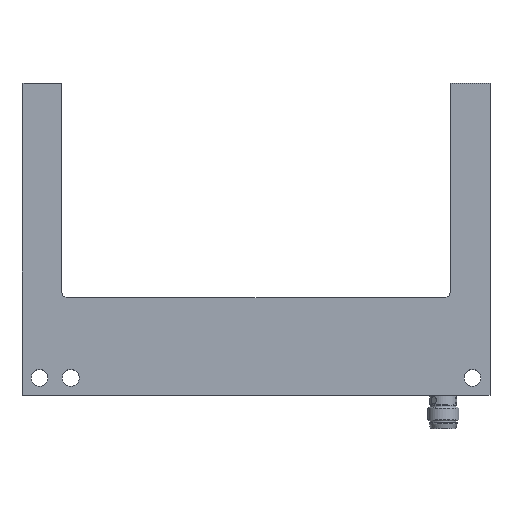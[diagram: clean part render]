
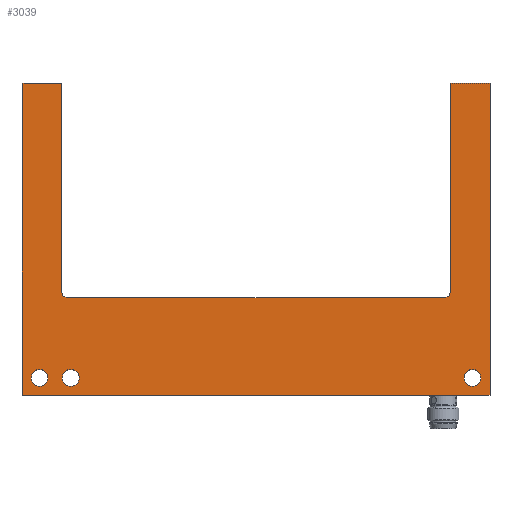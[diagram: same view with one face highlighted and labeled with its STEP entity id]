
A CAD part, top view. The second image highlights one B-rep face of the part: STEP entity #3039.
In plain terms, the highlighted planar face has unit normal (0, 0, 1).
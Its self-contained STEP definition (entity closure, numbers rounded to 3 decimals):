
#324=FACE_BOUND('',#884,.T.);
#325=FACE_BOUND('',#885,.T.);
#326=FACE_BOUND('',#886,.T.);
#454=CIRCLE('',#3326,2.15);
#455=CIRCLE('',#3328,2.15);
#456=CIRCLE('',#3330,2.15);
#466=CIRCLE('',#3355,2.);
#467=CIRCLE('',#3356,2.);
#636=FACE_OUTER_BOUND('',#883,.T.);
#883=EDGE_LOOP('',(#2534,#2535,#2536,#2537,#2538,#2539,#2540,#2541,#2542,
#2543));
#884=EDGE_LOOP('',(#2544));
#885=EDGE_LOOP('',(#2545));
#886=EDGE_LOOP('',(#2546));
#1091=LINE('',#4991,#1277);
#1098=LINE('',#5011,#1284);
#1104=LINE('',#5025,#1290);
#1105=LINE('',#5027,#1291);
#1122=LINE('',#5080,#1308);
#1124=LINE('',#5093,#1310);
#1132=LINE('',#5159,#1318);
#1133=LINE('',#5163,#1319);
#1277=VECTOR('',#3938,120.);
#1284=VECTOR('',#3953,80.);
#1290=VECTOR('',#3963,10.);
#1291=VECTOR('',#3966,80.);
#1308=VECTOR('',#4007,53.);
#1310=VECTOR('',#4023,10.);
#1318=VECTOR('',#4077,53.);
#1319=VECTOR('',#4080,96.);
#1513=VERTEX_POINT('',#4989);
#1514=VERTEX_POINT('',#4990);
#1523=VERTEX_POINT('',#5010);
#1526=VERTEX_POINT('',#5018);
#1529=VERTEX_POINT('',#5023);
#1553=VERTEX_POINT('',#5078);
#1554=VERTEX_POINT('',#5082);
#1555=VERTEX_POINT('',#5085);
#1556=VERTEX_POINT('',#5088);
#1557=VERTEX_POINT('',#5091);
#1572=VERTEX_POINT('',#5158);
#1573=VERTEX_POINT('',#5160);
#1574=VERTEX_POINT('',#5162);
#1848=EDGE_CURVE('',#1513,#1514,#1091,.T.);
#1858=EDGE_CURVE('',#1523,#1513,#1098,.T.);
#1865=EDGE_CURVE('',#1529,#1526,#1104,.T.);
#1866=EDGE_CURVE('',#1514,#1529,#1105,.T.);
#1893=EDGE_CURVE('',#1553,#1526,#1122,.T.);
#1894=EDGE_CURVE('',#1554,#1554,#454,.T.);
#1895=EDGE_CURVE('',#1555,#1555,#455,.T.);
#1896=EDGE_CURVE('',#1556,#1556,#456,.T.);
#1898=EDGE_CURVE('',#1557,#1523,#1124,.T.);
#1917=EDGE_CURVE('',#1557,#1572,#1132,.T.);
#1918=EDGE_CURVE('',#1573,#1572,#466,.T.);
#1919=EDGE_CURVE('',#1573,#1574,#1133,.T.);
#1920=EDGE_CURVE('',#1553,#1574,#467,.T.);
#2534=ORIENTED_EDGE('',*,*,#1893,.T.);
#2535=ORIENTED_EDGE('',*,*,#1865,.F.);
#2536=ORIENTED_EDGE('',*,*,#1866,.F.);
#2537=ORIENTED_EDGE('',*,*,#1848,.F.);
#2538=ORIENTED_EDGE('',*,*,#1858,.F.);
#2539=ORIENTED_EDGE('',*,*,#1898,.F.);
#2540=ORIENTED_EDGE('',*,*,#1917,.T.);
#2541=ORIENTED_EDGE('',*,*,#1918,.F.);
#2542=ORIENTED_EDGE('',*,*,#1919,.T.);
#2543=ORIENTED_EDGE('',*,*,#1920,.F.);
#2544=ORIENTED_EDGE('',*,*,#1896,.T.);
#2545=ORIENTED_EDGE('',*,*,#1895,.T.);
#2546=ORIENTED_EDGE('',*,*,#1894,.T.);
#2886=PLANE('',#3354);
#3039=ADVANCED_FACE('',(#636,#324,#325,#326),#2886,.T.);
#3326=AXIS2_PLACEMENT_3D('',#5083,#4010,#4011);
#3328=AXIS2_PLACEMENT_3D('',#5086,#4014,#4015);
#3330=AXIS2_PLACEMENT_3D('',#5089,#4018,#4019);
#3354=AXIS2_PLACEMENT_3D('',#5157,#4075,#4076);
#3355=AXIS2_PLACEMENT_3D('',#5161,#4078,#4079);
#3356=AXIS2_PLACEMENT_3D('',#5164,#4081,#4082);
#3938=DIRECTION('',(-1.,0.,0.));
#3953=DIRECTION('',(0.,-1.,0.));
#3963=DIRECTION('',(1.,0.,0.));
#3966=DIRECTION('',(0.,1.,0.));
#4007=DIRECTION('',(0.,1.,0.));
#4010=DIRECTION('center_axis',(0.,0.,-1.));
#4011=DIRECTION('ref_axis',(-1.,0.,0.));
#4014=DIRECTION('center_axis',(0.,0.,-1.));
#4015=DIRECTION('ref_axis',(-1.,0.,0.));
#4018=DIRECTION('center_axis',(0.,0.,-1.));
#4019=DIRECTION('ref_axis',(-1.,0.,0.));
#4023=DIRECTION('',(1.,0.,0.));
#4075=DIRECTION('center_axis',(0.,0.,1.));
#4076=DIRECTION('ref_axis',(1.,0.,0.));
#4077=DIRECTION('',(0.,-1.,0.));
#4078=DIRECTION('center_axis',(0.,0.,1.));
#4079=DIRECTION('ref_axis',(0.707,-0.707,0.));
#4080=DIRECTION('',(-1.,0.,0.));
#4081=DIRECTION('center_axis',(0.,0.,1.));
#4082=DIRECTION('ref_axis',(-0.707,-0.707,0.));
#4989=CARTESIAN_POINT('',(120.,0.,10.));
#4990=CARTESIAN_POINT('',(0.,0.,10.));
#4991=CARTESIAN_POINT('',(0.,0.,10.));
#5010=CARTESIAN_POINT('',(120.,80.,10.));
#5011=CARTESIAN_POINT('',(120.,0.,10.));
#5018=CARTESIAN_POINT('',(10.,80.,10.));
#5023=CARTESIAN_POINT('',(0.,80.,10.));
#5025=CARTESIAN_POINT('',(120.,80.,10.));
#5027=CARTESIAN_POINT('',(0.,80.,10.));
#5078=CARTESIAN_POINT('',(10.,27.,10.));
#5080=CARTESIAN_POINT('',(10.,60.,10.));
#5082=CARTESIAN_POINT('',(117.65,4.5,10.));
#5083=CARTESIAN_POINT('Origin',(115.5,4.5,10.));
#5085=CARTESIAN_POINT('',(6.65,4.5,10.));
#5086=CARTESIAN_POINT('Origin',(4.5,4.5,10.));
#5088=CARTESIAN_POINT('',(14.65,4.5,10.));
#5089=CARTESIAN_POINT('Origin',(12.5,4.5,10.));
#5091=CARTESIAN_POINT('',(110.,80.,10.));
#5093=CARTESIAN_POINT('',(120.,80.,10.));
#5157=CARTESIAN_POINT('Origin',(60.,40.,10.));
#5158=CARTESIAN_POINT('',(110.,27.,10.));
#5159=CARTESIAN_POINT('',(110.,32.5,10.));
#5160=CARTESIAN_POINT('',(108.,25.,10.));
#5161=CARTESIAN_POINT('Origin',(108.,27.,10.));
#5162=CARTESIAN_POINT('',(12.,25.,10.));
#5163=CARTESIAN_POINT('',(35.,25.,10.));
#5164=CARTESIAN_POINT('Origin',(12.,27.,10.));
